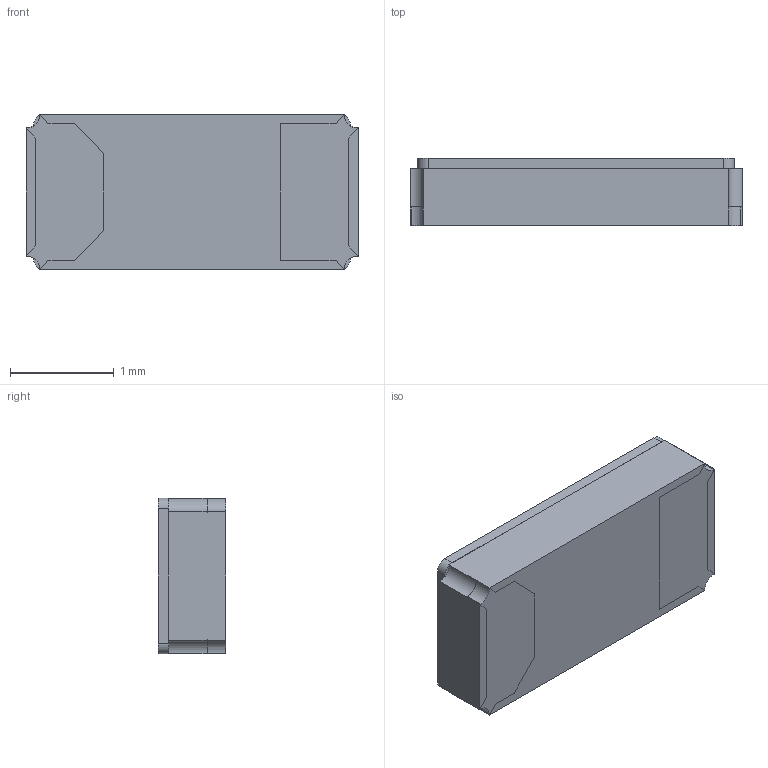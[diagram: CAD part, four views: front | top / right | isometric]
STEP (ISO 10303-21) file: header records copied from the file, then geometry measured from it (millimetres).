
FILE_DESCRIPTION (( 'STEP AP214' ), '1' );
FILE_NAME ('CM7V-T1A.STEP', '2022-07-11T13:29:23', ( '' ), ( '' ), 'SwSTEP 2.0', 'SolidWorks 2018', '' );
FILE_SCHEMA (( 'AUTOMOTIVE_DESIGN' ));
Length unit declared in the file: millimetre
Products named in the file (1): CM7V-T1A
Bounding box: 3.2 x 0.65 x 1.5 mm (x, y, z)
Volume: 3.1 mm3; surface area: 30.7 mm2
Topology: 4 solids, 4 shells, 147 faces, 382 edges, 252 vertices
Faces by surface type: plane 122, cylinder 16, bspline 9
Entity records: 6428 total; most frequent: CARTESIAN_POINT 1391, ORIENTED_EDGE 764, DIRECTION 674, EDGE_CURVE 382, VECTOR 332, LINE 332, VERTEX_POINT 252, AXIS2_PLACEMENT_3D 171
